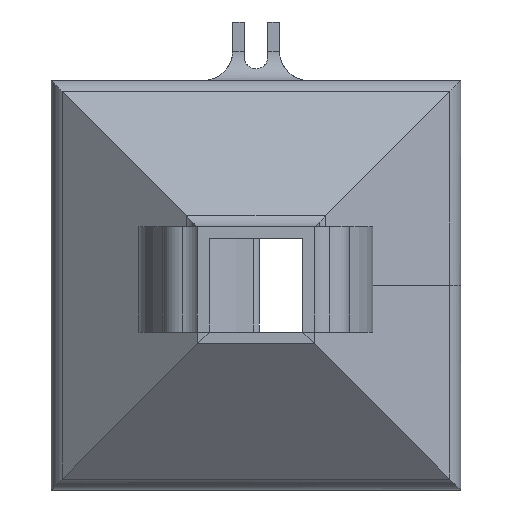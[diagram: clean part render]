
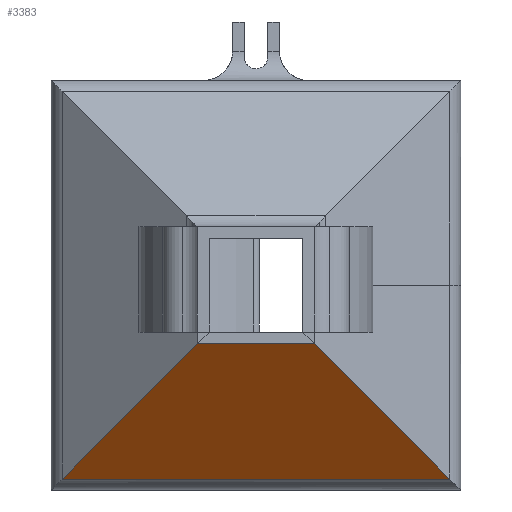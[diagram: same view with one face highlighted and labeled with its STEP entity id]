
A CAD part, front view. The second image highlights one B-rep face of the part: STEP entity #3383.
In plain terms, the highlighted planar face has unit normal (0, -0.781, -0.625).
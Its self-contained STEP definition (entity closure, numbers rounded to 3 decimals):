
#199 = AXIS2_PLACEMENT_3D ( 'NONE', #2029, #1500, #3329 ) ;
#274 = ORIENTED_EDGE ( 'NONE', *, *, #2119, .T. ) ;
#298 = ORIENTED_EDGE ( 'NONE', *, *, #937, .F. ) ;
#352 = CARTESIAN_POINT ( 'NONE',  ( 8.03, 13.576, 8.03 ) ) ;
#492 = CARTESIAN_POINT ( 'NONE',  ( 20.455, 36.364, -20.455 ) ) ;
#497 = EDGE_CURVE ( 'NONE', #2314, #1381, #2831, .T. ) ;
#513 = ORIENTED_EDGE ( 'NONE', *, *, #2802, .F. ) ;
#713 = VERTEX_POINT ( 'NONE', #2536 ) ;
#738 = VERTEX_POINT ( 'NONE', #2941 ) ;
#854 = LINE ( 'NONE', #352, #3048 ) ;
#881 = LINE ( 'NONE', #2461, #2327 ) ;
#937 = EDGE_CURVE ( 'NONE', #713, #1381, #2850, .T. ) ;
#1045 = CARTESIAN_POINT ( 'NONE',  ( -37.6, 28., -10. ) ) ;
#1067 = PLANE ( 'NONE',  #199 ) ;
#1201 = DIRECTION ( 'NONE',  ( 1., 0., 0. ) ) ;
#1260 = CARTESIAN_POINT ( 'NONE',  ( 33.123, 46.499, -33.123 ) ) ;
#1381 = VERTEX_POINT ( 'NONE', #1874 ) ;
#1500 = DIRECTION ( 'NONE',  ( 0., -0.781, -0.625 ) ) ;
#1592 = FACE_OUTER_BOUND ( 'NONE', #2255, .T. ) ;
#1662 = DIRECTION ( 'NONE',  ( 0.615, -0.492, 0.615 ) ) ;
#1874 = CARTESIAN_POINT ( 'NONE',  ( 10., 28., -10. ) ) ;
#2029 = CARTESIAN_POINT ( 'NONE',  ( -37.6, 28., -10. ) ) ;
#2119 = EDGE_CURVE ( 'NONE', #738, #2314, #881, .T. ) ;
#2255 = EDGE_LOOP ( 'NONE', ( #513, #274, #2380, #298 ) ) ;
#2314 = VERTEX_POINT ( 'NONE', #1260 ) ;
#2327 = VECTOR ( 'NONE', #1201, 1000. ) ;
#2380 = ORIENTED_EDGE ( 'NONE', *, *, #497, .T. ) ;
#2461 = CARTESIAN_POINT ( 'NONE',  ( -37.6, 46.499, -33.123 ) ) ;
#2536 = CARTESIAN_POINT ( 'NONE',  ( -10., 28., -10. ) ) ;
#2586 = DIRECTION ( 'NONE',  ( -0.615, -0.492, 0.615 ) ) ;
#2594 = VECTOR ( 'NONE', #2586, 1000. ) ;
#2597 = VECTOR ( 'NONE', #2612, 1000. ) ;
#2612 = DIRECTION ( 'NONE',  ( 1., 0., 0. ) ) ;
#2802 = EDGE_CURVE ( 'NONE', #738, #713, #854, .T. ) ;
#2831 = LINE ( 'NONE', #492, #2594 ) ;
#2850 = LINE ( 'NONE', #1045, #2597 ) ;
#2941 = CARTESIAN_POINT ( 'NONE',  ( -33.123, 46.499, -33.123 ) ) ;
#3048 = VECTOR ( 'NONE', #1662, 1000. ) ;
#3329 = DIRECTION ( 'NONE',  ( 0., 0.625, -0.781 ) ) ;
#3383 = ADVANCED_FACE ( 'NONE', ( #1592 ), #1067, .T. ) ;
